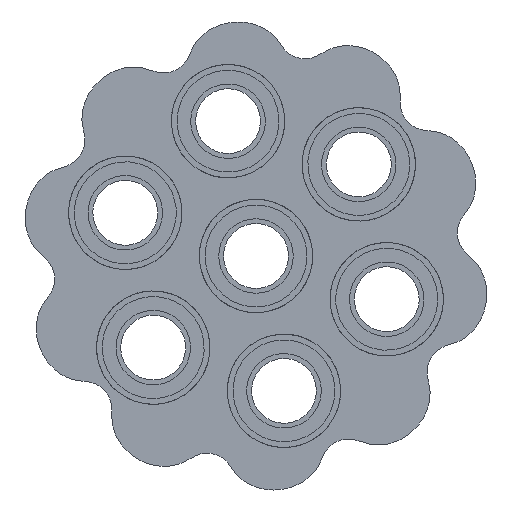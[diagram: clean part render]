
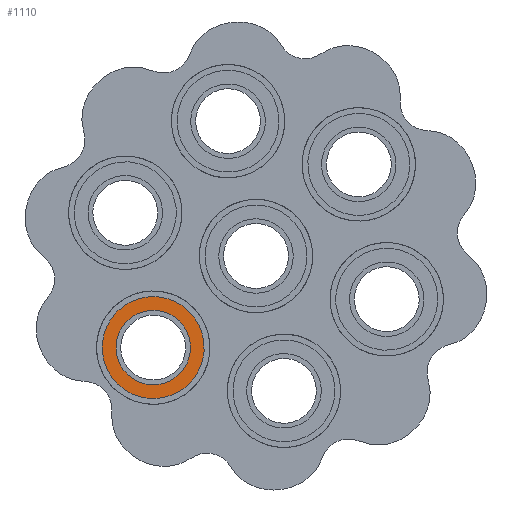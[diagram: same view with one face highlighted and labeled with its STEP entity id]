
A CAD part, front view. The second image highlights one B-rep face of the part: STEP entity #1110.
In plain terms, the highlighted planar face has unit normal (0, -1, 0).
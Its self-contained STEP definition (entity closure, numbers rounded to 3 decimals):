
#563 = ORIENTED_EDGE ( 'NONE', *, *, #11567, .F. ) ;
#1110 = ADVANCED_FACE ( 'NONE', ( #13427, #7168 ), #16055, .T. ) ;
#1186 = DIRECTION ( 'NONE',  ( 0., 1., 0. ) ) ;
#1315 = DIRECTION ( 'NONE',  ( 0., 1., 0. ) ) ;
#1786 = EDGE_CURVE ( 'NONE', #4112, #14415, #15236, .T. ) ;
#2374 = VERTEX_POINT ( 'NONE', #11363 ) ;
#2484 = DIRECTION ( 'NONE',  ( 0., 1., 0. ) ) ;
#2789 = EDGE_LOOP ( 'NONE', ( #563, #6037 ) ) ;
#3034 = EDGE_LOOP ( 'NONE', ( #10541, #4855 ) ) ;
#3447 = DIRECTION ( 'NONE',  ( 0., 1., 0. ) ) ;
#3806 = CARTESIAN_POINT ( 'NONE',  ( 0., -0.9, -2.3 ) ) ;
#3995 = AXIS2_PLACEMENT_3D ( 'NONE', #12285, #2484, #7432 ) ;
#4112 = VERTEX_POINT ( 'NONE', #6375 ) ;
#4855 = ORIENTED_EDGE ( 'NONE', *, *, #1786, .T. ) ;
#5736 = EDGE_CURVE ( 'NONE', #11105, #2374, #7370, .T. ) ;
#5837 = DIRECTION ( 'NONE',  ( 0., 0., 1. ) ) ;
#6037 = ORIENTED_EDGE ( 'NONE', *, *, #5736, .F. ) ;
#6375 = CARTESIAN_POINT ( 'NONE',  ( 0., -0.9, 2.3 ) ) ;
#6586 = CARTESIAN_POINT ( 'NONE',  ( 0., -0.9, 3.147 ) ) ;
#7168 = FACE_BOUND ( 'NONE', #3034, .T. ) ;
#7370 = CIRCLE ( 'NONE', #9481, 3.147 ) ;
#7432 = DIRECTION ( 'NONE',  ( 0., 0., 1. ) ) ;
#7460 = CIRCLE ( 'NONE', #3995, 2.3 ) ;
#8742 = AXIS2_PLACEMENT_3D ( 'NONE', #16046, #3447, #5837 ) ;
#9481 = AXIS2_PLACEMENT_3D ( 'NONE', #12473, #1186, #10091 ) ;
#10091 = DIRECTION ( 'NONE',  ( 0., 0., 1. ) ) ;
#10486 = AXIS2_PLACEMENT_3D ( 'NONE', #15150, #12524, #14000 ) ;
#10541 = ORIENTED_EDGE ( 'NONE', *, *, #13800, .T. ) ;
#11105 = VERTEX_POINT ( 'NONE', #6586 ) ;
#11363 = CARTESIAN_POINT ( 'NONE',  ( 0., -0.9, -3.147 ) ) ;
#11567 = EDGE_CURVE ( 'NONE', #2374, #11105, #11612, .T. ) ;
#11612 = CIRCLE ( 'NONE', #8742, 3.147 ) ;
#12285 = CARTESIAN_POINT ( 'NONE',  ( 0., -0.9, 0. ) ) ;
#12352 = AXIS2_PLACEMENT_3D ( 'NONE', #15228, #1315, #15309 ) ;
#12473 = CARTESIAN_POINT ( 'NONE',  ( 0., -0.9, 0. ) ) ;
#12524 = DIRECTION ( 'NONE',  ( 0., -1., 0. ) ) ;
#13427 = FACE_OUTER_BOUND ( 'NONE', #2789, .T. ) ;
#13800 = EDGE_CURVE ( 'NONE', #14415, #4112, #7460, .T. ) ;
#14000 = DIRECTION ( 'NONE',  ( 0., 0., 1. ) ) ;
#14415 = VERTEX_POINT ( 'NONE', #3806 ) ;
#15150 = CARTESIAN_POINT ( 'NONE',  ( 0., -0.9, 0. ) ) ;
#15228 = CARTESIAN_POINT ( 'NONE',  ( 0., -0.9, 0. ) ) ;
#15236 = CIRCLE ( 'NONE', #12352, 2.3 ) ;
#15309 = DIRECTION ( 'NONE',  ( 0., 0., 1. ) ) ;
#16046 = CARTESIAN_POINT ( 'NONE',  ( 0., -0.9, 0. ) ) ;
#16055 = PLANE ( 'NONE',  #10486 ) ;
